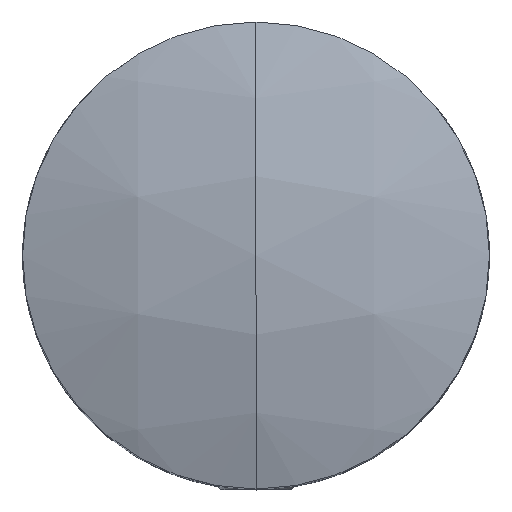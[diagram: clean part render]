
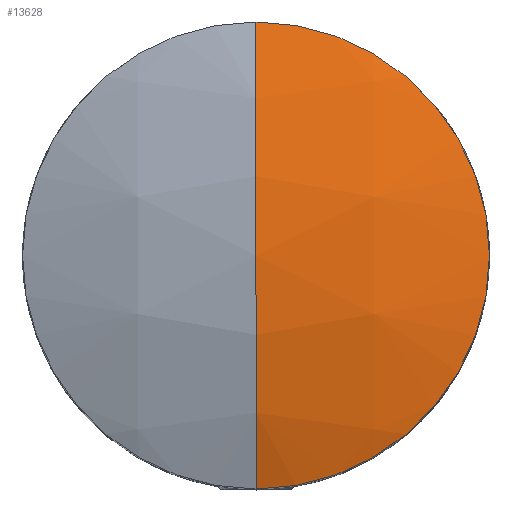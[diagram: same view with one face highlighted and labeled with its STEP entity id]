
A CAD part, top view. The second image highlights one B-rep face of the part: STEP entity #13628.
In plain terms, the highlighted spherical face has radius 37 mm.
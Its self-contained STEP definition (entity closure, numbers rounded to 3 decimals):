
#553 = ORIENTED_EDGE ( 'NONE', *, *, #15040, .F. ) ;
#687 = CARTESIAN_POINT ( 'NONE',  ( 0., 0., -7.5 ) ) ;
#929 = DIRECTION ( 'NONE',  ( 0., 0., -1. ) ) ;
#1237 = CIRCLE ( 'NONE', #2948, 37. ) ;
#1590 = VERTEX_POINT ( 'NONE', #6930 ) ;
#2022 = DIRECTION ( 'NONE',  ( 0., 1., 0. ) ) ;
#2948 = AXIS2_PLACEMENT_3D ( 'NONE', #687, #11872, #16486 ) ;
#3542 = EDGE_LOOP ( 'NONE', ( #6262, #5624, #553 ) ) ;
#4412 = AXIS2_PLACEMENT_3D ( 'NONE', #4735, #6333, #4595 ) ;
#4595 = DIRECTION ( 'NONE',  ( 0., 1., 0. ) ) ;
#4735 = CARTESIAN_POINT ( 'NONE',  ( 0., 0., -7.5 ) ) ;
#5624 = ORIENTED_EDGE ( 'NONE', *, *, #13868, .T. ) ;
#5926 = CIRCLE ( 'NONE', #10453, 12.5 ) ;
#6262 = ORIENTED_EDGE ( 'NONE', *, *, #13996, .F. ) ;
#6333 = DIRECTION ( 'NONE',  ( 1., 0., 0. ) ) ;
#6930 = CARTESIAN_POINT ( 'NONE',  ( 0., -12.5, 27.325 ) ) ;
#8753 = CARTESIAN_POINT ( 'NONE',  ( 0., 12.5, 27.325 ) ) ;
#9159 = VERTEX_POINT ( 'NONE', #14108 ) ;
#10453 = AXIS2_PLACEMENT_3D ( 'NONE', #15270, #929, #13668 ) ;
#10852 = VERTEX_POINT ( 'NONE', #8753 ) ;
#11872 = DIRECTION ( 'NONE',  ( -1., 0., 0. ) ) ;
#13628 = ADVANCED_FACE ( 'NONE', ( #17005 ), #16113, .T. ) ;
#13668 = DIRECTION ( 'NONE',  ( 0., 1., 0. ) ) ;
#13868 = EDGE_CURVE ( 'NONE', #9159, #1590, #19716, .T. ) ;
#13996 = EDGE_CURVE ( 'NONE', #9159, #10852, #1237, .T. ) ;
#14108 = CARTESIAN_POINT ( 'NONE',  ( 0., 0., 29.5 ) ) ;
#14753 = DIRECTION ( 'NONE',  ( 1., 0., 0. ) ) ;
#15040 = EDGE_CURVE ( 'NONE', #10852, #1590, #5926, .T. ) ;
#15270 = CARTESIAN_POINT ( 'NONE',  ( 0., 0., 27.325 ) ) ;
#16113 = SPHERICAL_SURFACE ( 'NONE', #4412, 37. ) ;
#16214 = AXIS2_PLACEMENT_3D ( 'NONE', #16424, #14753, #2022 ) ;
#16424 = CARTESIAN_POINT ( 'NONE',  ( 0., 0., -7.5 ) ) ;
#16486 = DIRECTION ( 'NONE',  ( 0., 0., 1. ) ) ;
#17005 = FACE_OUTER_BOUND ( 'NONE', #3542, .T. ) ;
#19716 = CIRCLE ( 'NONE', #16214, 37. ) ;
